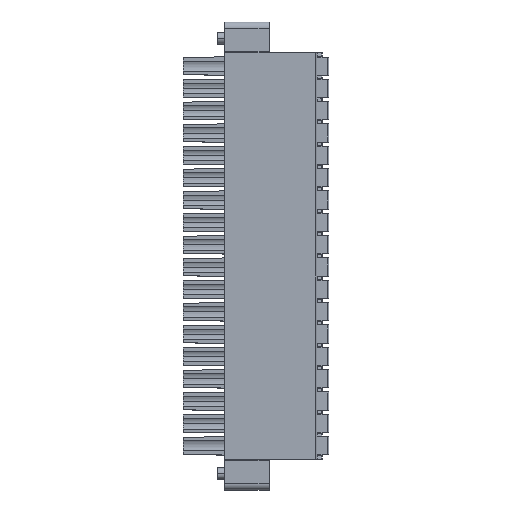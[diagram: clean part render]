
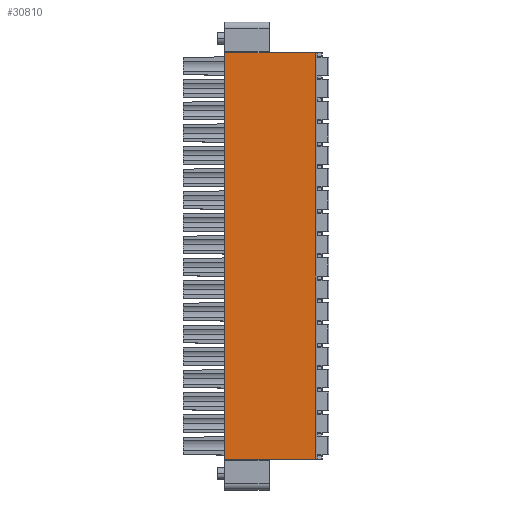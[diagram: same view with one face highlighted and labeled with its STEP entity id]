
A CAD part, top view. The second image highlights one B-rep face of the part: STEP entity #30810.
In plain terms, the highlighted planar face has unit normal (0, 0, 1).
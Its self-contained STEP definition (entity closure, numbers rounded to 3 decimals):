
#9548=DIRECTION('',(0.,1.,0.));
#9549=VECTOR('',#9548,63.7);
#9550=CARTESIAN_POINT('',(-6.625,-35.645,23.4));
#9551=LINE('',#9550,#9549);
#9552=DIRECTION('',(0.,-1.,0.));
#9553=VECTOR('',#9552,63.7);
#9554=CARTESIAN_POINT('',(7.575,28.055,23.4));
#9555=LINE('',#9554,#9553);
#9556=DIRECTION('',(-1.,0.,0.));
#9557=VECTOR('',#9556,6.95);
#9558=CARTESIAN_POINT('',(0.325,28.055,23.4));
#9559=LINE('',#9558,#9557);
#9640=DIRECTION('',(-1.,0.,0.));
#9641=VECTOR('',#9640,7.25);
#9642=CARTESIAN_POINT('',(7.575,28.055,23.4));
#9643=LINE('',#9642,#9641);
#9926=DIRECTION('',(1.,0.,0.));
#9927=VECTOR('',#9926,7.25);
#9928=CARTESIAN_POINT('',(0.325,-35.645,23.4));
#9929=LINE('',#9928,#9927);
#11207=DIRECTION('',(1.,0.,0.));
#11208=VECTOR('',#11207,6.95);
#11209=CARTESIAN_POINT('',(-6.625,-35.645,23.4));
#11210=LINE('',#11209,#11208);
#13965=CARTESIAN_POINT('',(-6.625,-35.645,23.4));
#13967=VERTEX_POINT('',#13965);
#14134=CARTESIAN_POINT('',(7.575,-35.645,23.4));
#14135=VERTEX_POINT('',#14134);
#14136=CARTESIAN_POINT('',(0.325,-35.645,23.4));
#14137=VERTEX_POINT('',#14136);
#17558=CARTESIAN_POINT('',(-6.625,28.055,23.4));
#17559=VERTEX_POINT('',#17558);
#17639=CARTESIAN_POINT('',(7.575,28.055,23.4));
#17640=VERTEX_POINT('',#17639);
#17641=CARTESIAN_POINT('',(0.325,28.055,23.4));
#17642=VERTEX_POINT('',#17641);
#30793=CARTESIAN_POINT('',(4.299,13.355,23.4));
#30794=DIRECTION('',(0.,0.,1.));
#30795=DIRECTION('',(-1.,0.,0.));
#30796=AXIS2_PLACEMENT_3D('',#30793,#30794,#30795);
#30797=PLANE('',#30796);
#30798=ORIENTED_EDGE('',*,*,#17867,.T.);
#30800=ORIENTED_EDGE('',*,*,#30799,.F.);
#30802=ORIENTED_EDGE('',*,*,#30801,.F.);
#30803=ORIENTED_EDGE('',*,*,#30783,.T.);
#30805=ORIENTED_EDGE('',*,*,#30804,.F.);
#30807=ORIENTED_EDGE('',*,*,#30806,.F.);
#30808=EDGE_LOOP('',(#30798,#30800,#30802,#30803,#30805,#30807));
#30809=FACE_OUTER_BOUND('',#30808,.F.);
#17867=EDGE_CURVE('',#13967,#17559,#9551,.T.);
#30783=EDGE_CURVE('',#17640,#14135,#9555,.T.);
#30799=EDGE_CURVE('',#17642,#17559,#9559,.T.);
#30801=EDGE_CURVE('',#17640,#17642,#9643,.T.);
#30804=EDGE_CURVE('',#14137,#14135,#9929,.T.);
#30806=EDGE_CURVE('',#13967,#14137,#11210,.T.);
#30810=ADVANCED_FACE('',(#30809),#30797,.T.);
